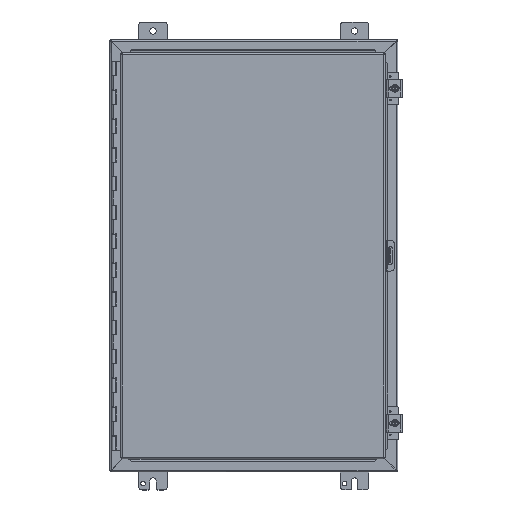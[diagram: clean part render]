
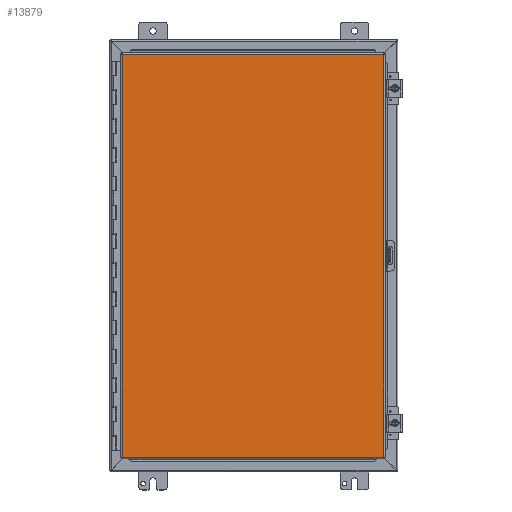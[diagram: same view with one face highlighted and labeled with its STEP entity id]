
A CAD part, top view. The second image highlights one B-rep face of the part: STEP entity #13879.
In plain terms, the highlighted face is planar.
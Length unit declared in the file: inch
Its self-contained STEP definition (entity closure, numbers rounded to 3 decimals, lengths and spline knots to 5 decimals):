
#13036=CARTESIAN_POINT('',(-9.08225,-13.9885,0.));
#13037=VERTEX_POINT('',#13036);
#13048=CARTESIAN_POINT('',(9.08225,-13.9885,0.));
#13049=VERTEX_POINT('',#13048);
#13050=CARTESIAN_POINT('',(9.08225,-13.9885,0.0));
#13051=DIRECTION('',(-1.0,0.0,0.0));
#13052=VECTOR('',#13051,18.1645);
#13053=LINE('',#13050,#13052);
#13054=EDGE_CURVE('',#13049,#13037,#13053,.T.);
#13170=CARTESIAN_POINT('',(-9.08225,13.9885,0.));
#13171=VERTEX_POINT('',#13170);
#13269=CARTESIAN_POINT('',(9.08225,13.9885,0.));
#13270=VERTEX_POINT('',#13269);
#13281=CARTESIAN_POINT('',(-9.08225,13.9885,0.0));
#13282=DIRECTION('',(1.0,0.0,0.0));
#13283=VECTOR('',#13282,18.1645);
#13284=LINE('',#13281,#13283);
#13285=EDGE_CURVE('',#13171,#13270,#13284,.T.);
#13590=CARTESIAN_POINT('',(-9.08225,-13.9885,0.0));
#13591=DIRECTION('',(0.0,1.0,0.0));
#13592=VECTOR('',#13591,27.977);
#13593=LINE('',#13590,#13592);
#13594=EDGE_CURVE('',#13037,#13171,#13593,.T.);
#13684=CARTESIAN_POINT('',(9.08225,13.9885,0.0));
#13685=DIRECTION('',(0.0,-1.0,0.0));
#13686=VECTOR('',#13685,27.977);
#13687=LINE('',#13684,#13686);
#13688=EDGE_CURVE('',#13270,#13049,#13687,.T.);
#13868=CARTESIAN_POINT('',(0.,0.,0.0));
#13869=DIRECTION('',(0.0,0.0,1.0));
#13870=DIRECTION('',(1.0,0.0,0.0));
#13871=AXIS2_PLACEMENT_3D('',#13868,#13869,#13870);
#13872=PLANE('',#13871);
#13873=ORIENTED_EDGE('',*,*,#13594,.T.);
#13874=ORIENTED_EDGE('',*,*,#13285,.T.);
#13875=ORIENTED_EDGE('',*,*,#13688,.T.);
#13876=ORIENTED_EDGE('',*,*,#13054,.T.);
#13877=EDGE_LOOP('',(#13873,#13874,#13875,#13876));
#13878=FACE_OUTER_BOUND('',#13877,.T.);
#13879=ADVANCED_FACE('',(#13878),#13872,.F.);
